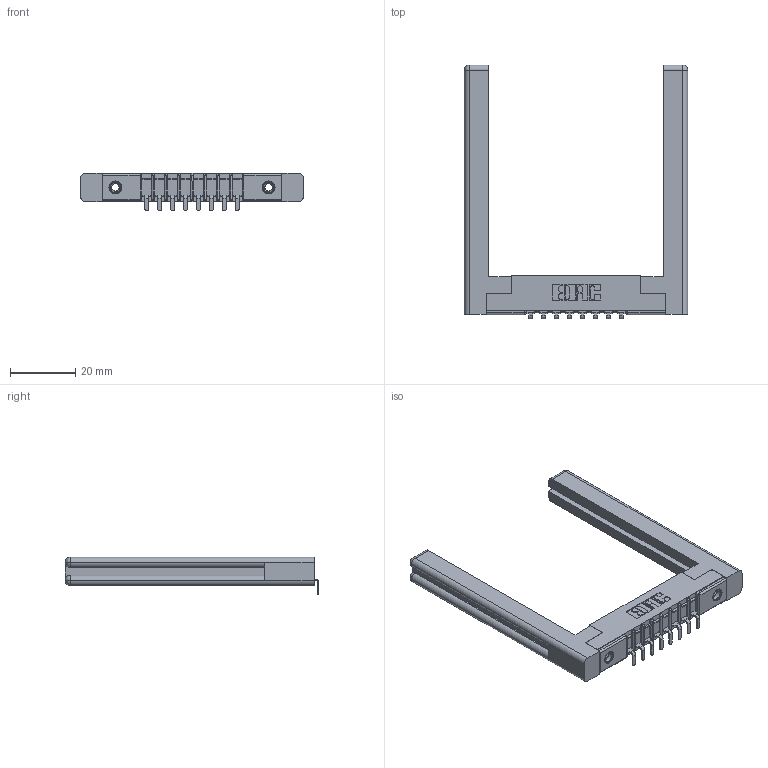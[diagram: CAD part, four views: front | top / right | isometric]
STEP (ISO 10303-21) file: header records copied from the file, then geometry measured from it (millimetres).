
FILE_DESCRIPTION (( 'STEP AP203' ), '1' );
FILE_NAME ('357-008-553-158.STEP', '2019-09-16T17:47:29', ( '' ), ( '' ), 'SwSTEP 2.0', 'SolidWorks 2016', '' );
FILE_SCHEMA (( 'CONFIG_CONTROL_DESIGN' ));
Length unit declared in the file: inch
Products named in the file (5): 357-008-553-158; 307-290-002_553; 307-220-058; 307 Part_.156 Dia Mounting Holes; 345-250-001_345-250-001-102
Assembly tree (13 placements, depth 2):
  357-008-553-158
    307 Part_.156 Dia Mounting Holes
    307-290-002_553  x8
    307-220-058  x2
    345-250-001_345-250-001-102  x2
Bounding box: 68.33 x 77.64 x 11.51 mm (x, y, z)
Volume: 12181.7 mm3; surface area: 12439.2 mm2
Topology: 13 solids, 13 shells, 893 faces, 2629 edges, 1714 vertices
Faces by surface type: plane 530, cylinder 321, sphere 18, torus 12, cone 12
Entity records: 14537 total; most frequent: CARTESIAN_POINT 2455, ORIENTED_EDGE 2384, DIRECTION 2362, EDGE_CURVE 1192, LINE 892, VECTOR 892, VERTEX_POINT 774, AXIS2_PLACEMENT_3D 735
